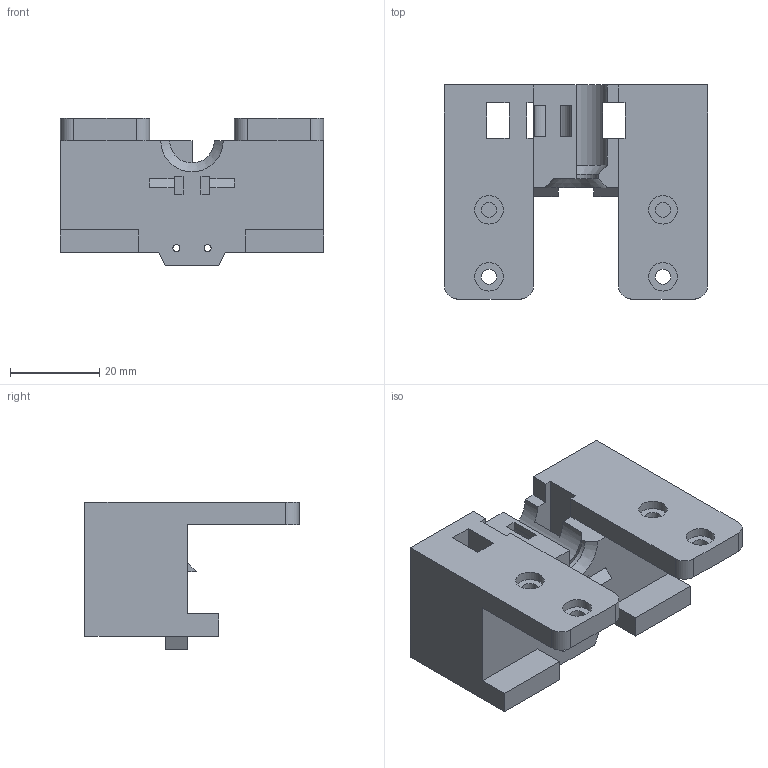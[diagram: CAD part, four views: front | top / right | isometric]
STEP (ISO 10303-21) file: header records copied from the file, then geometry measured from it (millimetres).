
FILE_DESCRIPTION(('FreeCAD Model'),'2;1');
FILE_NAME('Open CASCADE Shape Model','2025-05-19T10:24:53',(''),(''), 'Open CASCADE STEP processor 7.8','FreeCAD','Unknown');
FILE_SCHEMA(('AUTOMOTIVE_DESIGN { 1 0 10303 214 1 1 1 1 }'));
Length unit declared in the file: millimetre
Products named in the file (1): Z_reprap_belt
Bounding box: 59 x 48 x 33 mm (x, y, z)
Volume: 37207.6 mm3; surface area: 13490.4 mm2
Topology: 1 solids, 1 shells, 106 faces, 299 edges, 197 vertices
Faces by surface type: plane 80, cylinder 24, cone 2
Full cylindrical faces by diameter (mm): 1.6 x2, 3.4 x4, 6.4 x4
Entity records: 3465 total; most frequent: CARTESIAN_POINT 603, ORIENTED_EDGE 598, DIRECTION 565, EDGE_CURVE 299, LINE 247, VECTOR 247, VERTEX_POINT 197, AXIS2_PLACEMENT_3D 159
